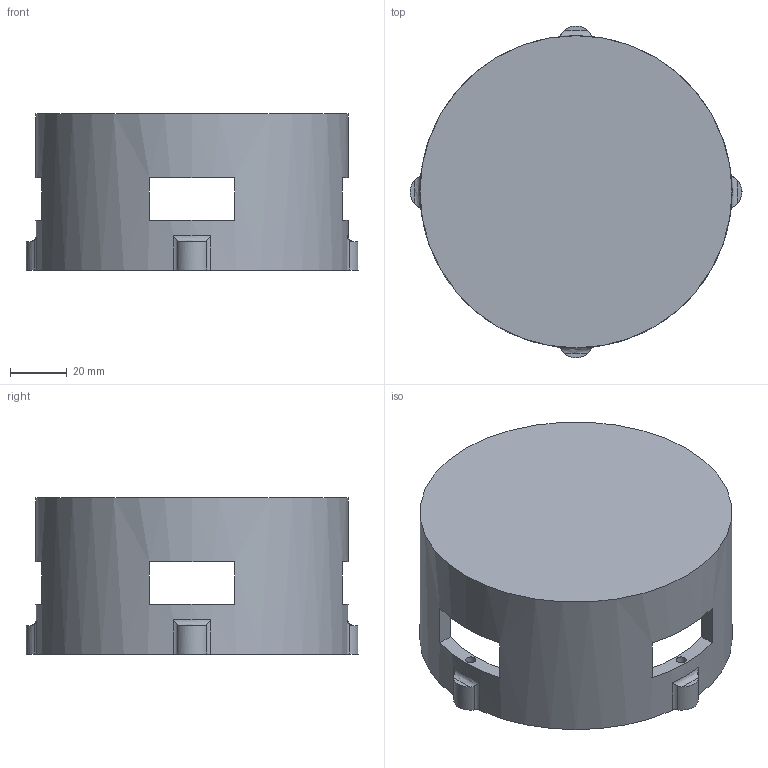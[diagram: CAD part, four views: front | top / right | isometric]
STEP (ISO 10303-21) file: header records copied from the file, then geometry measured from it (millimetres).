
FILE_DESCRIPTION(/* description */ (''),/* implementation_level */ '2;1');
FILE_NAME(/* name */ 'Base.stp',/* time_stamp */ '2022-08-07T16:18:29+03:00',/* author */ ('zreik'),/* organization */ (''),/* preprocessor_version */ 'ST-DEVELOPER v17',/* originating_system */ 'Autodesk Inventor 2019',/* authorisation */ '');
FILE_SCHEMA (('AUTOMOTIVE_DESIGN { 1 0 10303 214 3 1 1 }'));
Length unit declared in the file: millimetre
Products named in the file (1): Base
Bounding box: 117 x 117 x 55 mm (x, y, z)
Volume: 122485.1 mm3; surface area: 53169.5 mm2
Topology: 1 solids, 1 shells, 65 faces, 199 edges, 135 vertices
Faces by surface type: cylinder 30, plane 27, torus 8
Full cylindrical faces by diameter (mm): 3.5 x4, 100 x1, 110 x1
Entity records: 2521 total; most frequent: CARTESIAN_POINT 630, ORIENTED_EDGE 398, DIRECTION 394, EDGE_CURVE 199, AXIS2_PLACEMENT_3D 161, VERTEX_POINT 135, CIRCLE 95, EDGE_LOOP 80
